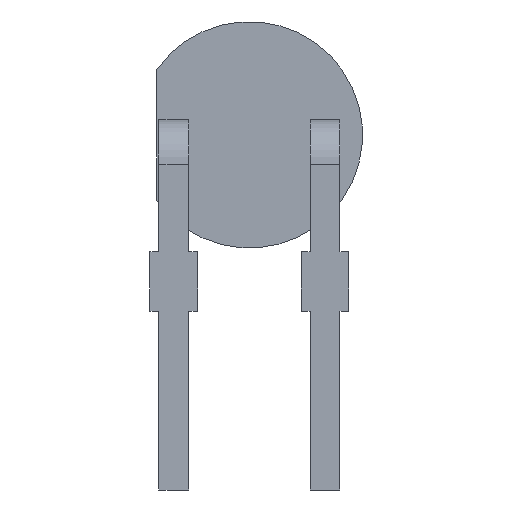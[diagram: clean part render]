
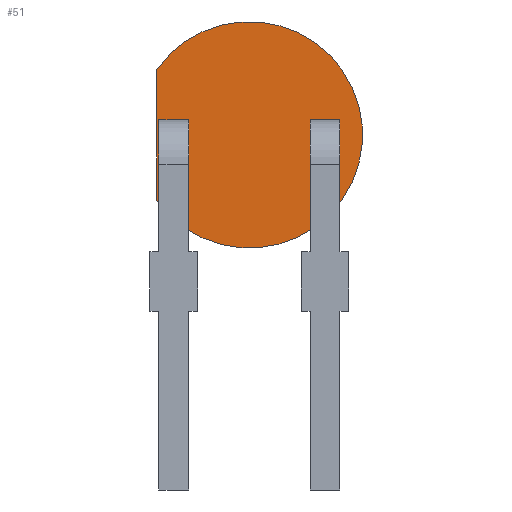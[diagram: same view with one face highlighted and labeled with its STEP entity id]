
A CAD part, front view. The second image highlights one B-rep face of the part: STEP entity #51.
In plain terms, the highlighted planar face has unit normal (0, -1, 0).
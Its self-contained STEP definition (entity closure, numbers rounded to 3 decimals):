
#14=DIRECTION('',(1.,0.,0.));
#20=ORIENTED_EDGE('',*,*,#21,.T.);
#21=EDGE_CURVE('',#22,#24,#26,.T.);
#22=VERTEX_POINT('',#23);
#23=CARTESIAN_POINT('',(-1.55,2.54,4.059));
#24=VERTEX_POINT('',#25);
#25=CARTESIAN_POINT('',(-1.55,2.54,1.861));
#26=CIRCLE('',#27,1.9);
#27=AXIS2_PLACEMENT_3D('',#28,#29,#30);
#28=CARTESIAN_POINT('',(0.,2.54,2.96));
#29=DIRECTION('',(0.,1.,0.));
#30=DIRECTION('',(-0.816,0.,0.578));
#50=AXIS2_PLACEMENT_3D('',#28,#29,#14);
#51=ADVANCED_FACE('',(#52,#60,#91),#117,.F.);
#52=FACE_BOUND('',#53,.F.);
#53=EDGE_LOOP('',(#20,#54));
#54=ORIENTED_EDGE('',*,*,#55,.F.);
#55=EDGE_CURVE('',#22,#24,#56,.T.);
#56=LINE('',#57,#58);
#57=CARTESIAN_POINT('',(-1.55,2.54,7.96));
#58=VECTOR('',#59,1.);
#59=DIRECTION('',(0.,0.,-1.));
#60=FACE_BOUND('',#61,.F.);
#61=EDGE_LOOP('',(#62,#72,#80,#86));
#62=ORIENTED_EDGE('',*,*,#63,.F.);
#63=EDGE_CURVE('',#64,#66,#68,.T.);
#64=VERTEX_POINT('',#65);
#65=CARTESIAN_POINT('',(-1.52,2.54,2.71));
#66=VERTEX_POINT('',#67);
#67=CARTESIAN_POINT('',(-1.52,2.54,3.21));
#68=LINE('',#69,#70);
#69=CARTESIAN_POINT('',(-1.52,2.54,-0.02));
#70=VECTOR('',#71,1.);
#71=DIRECTION('',(0.,0.,1.));
#72=ORIENTED_EDGE('',*,*,#73,.F.);
#73=EDGE_CURVE('',#74,#64,#76,.T.);
#74=VERTEX_POINT('',#75);
#75=CARTESIAN_POINT('',(-1.02,2.54,2.71));
#76=LINE('',#77,#78);
#77=CARTESIAN_POINT('',(-0.51,2.54,2.71));
#78=VECTOR('',#79,1.);
#79=DIRECTION('',(-1.,0.,0.));
#80=ORIENTED_EDGE('',*,*,#81,.F.);
#81=EDGE_CURVE('',#82,#74,#84,.T.);
#82=VERTEX_POINT('',#83);
#83=CARTESIAN_POINT('',(-1.02,2.54,3.21));
#84=LINE('',#85,#58);
#85=CARTESIAN_POINT('',(-1.02,2.54,-0.02));
#86=ORIENTED_EDGE('',*,*,#87,.F.);
#87=EDGE_CURVE('',#66,#82,#88,.T.);
#88=LINE('',#89,#90);
#89=CARTESIAN_POINT('',(-0.76,2.54,3.21));
#90=VECTOR('',#14,1.);
#91=FACE_BOUND('',#92,.F.);
#92=EDGE_LOOP('',(#93,#101,#107,#113));
#93=ORIENTED_EDGE('',*,*,#94,.F.);
#94=EDGE_CURVE('',#95,#97,#99,.T.);
#95=VERTEX_POINT('',#96);
#96=CARTESIAN_POINT('',(1.02,2.54,2.71));
#97=VERTEX_POINT('',#98);
#98=CARTESIAN_POINT('',(1.02,2.54,3.21));
#99=LINE('',#100,#70);
#100=CARTESIAN_POINT('',(1.02,2.54,-0.02));
#101=ORIENTED_EDGE('',*,*,#102,.F.);
#102=EDGE_CURVE('',#103,#95,#105,.T.);
#103=VERTEX_POINT('',#104);
#104=CARTESIAN_POINT('',(1.52,2.54,2.71));
#105=LINE('',#106,#78);
#106=CARTESIAN_POINT('',(0.76,2.54,2.71));
#107=ORIENTED_EDGE('',*,*,#108,.F.);
#108=EDGE_CURVE('',#109,#103,#111,.T.);
#109=VERTEX_POINT('',#110);
#110=CARTESIAN_POINT('',(1.52,2.54,3.21));
#111=LINE('',#112,#58);
#112=CARTESIAN_POINT('',(1.52,2.54,-0.02));
#113=ORIENTED_EDGE('',*,*,#114,.F.);
#114=EDGE_CURVE('',#97,#109,#115,.T.);
#115=LINE('',#116,#90);
#116=CARTESIAN_POINT('',(0.51,2.54,3.21));
#117=PLANE('',#50);
